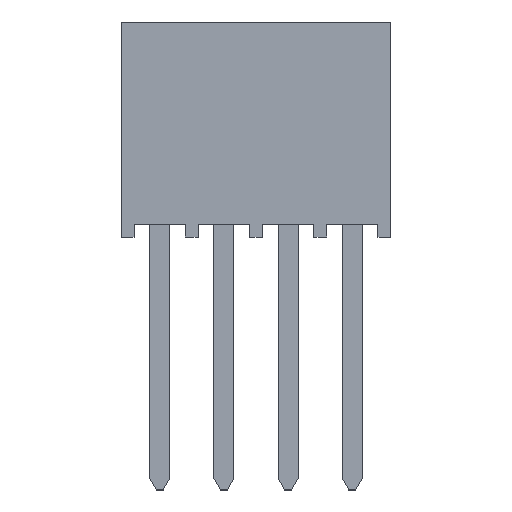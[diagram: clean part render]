
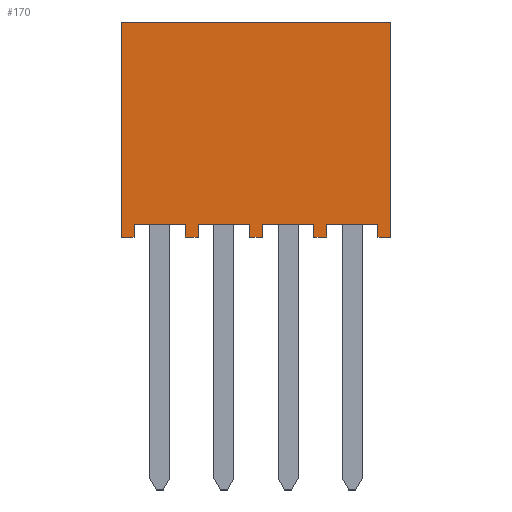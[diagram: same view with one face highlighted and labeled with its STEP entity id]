
A CAD part, top view. The second image highlights one B-rep face of the part: STEP entity #170.
In plain terms, the highlighted planar face has unit normal (0, 0, 1).
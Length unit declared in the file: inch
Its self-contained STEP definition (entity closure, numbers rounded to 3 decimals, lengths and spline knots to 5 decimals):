
#170 = ADVANCED_FACE( '', ( #367 ), #368, .F. );
#367 = FACE_OUTER_BOUND( '', #609, .T. );
#368 = PLANE( '', #610 );
#609 = EDGE_LOOP( '', ( #946, #947, #948, #949, #950, #951, #952, #953, #954, #955, #956, #957, #958, #959, #960, #961, #962, #963, #964, #965 ) );
#610 = AXIS2_PLACEMENT_3D( '', #966, #967, #968 );
#946 = ORIENTED_EDGE( '', *, *, #1562, .F. );
#947 = ORIENTED_EDGE( '', *, *, #1563, .T. );
#948 = ORIENTED_EDGE( '', *, *, #1481, .F. );
#949 = ORIENTED_EDGE( '', *, *, #1564, .F. );
#950 = ORIENTED_EDGE( '', *, *, #1565, .T. );
#951 = ORIENTED_EDGE( '', *, *, #1464, .T. );
#952 = ORIENTED_EDGE( '', *, *, #1566, .F. );
#953 = ORIENTED_EDGE( '', *, *, #1567, .F. );
#954 = ORIENTED_EDGE( '', *, *, #1568, .F. );
#955 = ORIENTED_EDGE( '', *, *, #1569, .T. );
#956 = ORIENTED_EDGE( '', *, *, #1570, .F. );
#957 = ORIENTED_EDGE( '', *, *, #1571, .F. );
#958 = ORIENTED_EDGE( '', *, *, #1572, .F. );
#959 = ORIENTED_EDGE( '', *, *, #1573, .T. );
#960 = ORIENTED_EDGE( '', *, *, #1574, .F. );
#961 = ORIENTED_EDGE( '', *, *, #1537, .F. );
#962 = ORIENTED_EDGE( '', *, *, #1470, .F. );
#963 = ORIENTED_EDGE( '', *, *, #1575, .T. );
#964 = ORIENTED_EDGE( '', *, *, #1576, .F. );
#965 = ORIENTED_EDGE( '', *, *, #1577, .F. );
#966 = CARTESIAN_POINT( '', ( -0.21, 0.335, 0.0475 ) );
#967 = DIRECTION( '', ( 0., 0., -1. ) );
#968 = DIRECTION( '', ( -1., 0., 0. ) );
#1464 = EDGE_CURVE( '', #1730, #1727, #1731, .T. );
#1470 = EDGE_CURVE( '', #1739, #1741, #1742, .T. );
#1481 = EDGE_CURVE( '', #1759, #1754, #1761, .T. );
#1537 = EDGE_CURVE( '', #1741, #1859, #1860, .T. );
#1562 = EDGE_CURVE( '', #1901, #1902, #1903, .T. );
#1563 = EDGE_CURVE( '', #1901, #1754, #1904, .T. );
#1564 = EDGE_CURVE( '', #1905, #1759, #1906, .T. );
#1565 = EDGE_CURVE( '', #1905, #1730, #1907, .T. );
#1566 = EDGE_CURVE( '', #1908, #1727, #1909, .T. );
#1567 = EDGE_CURVE( '', #1910, #1908, #1911, .T. );
#1568 = EDGE_CURVE( '', #1912, #1910, #1913, .T. );
#1569 = EDGE_CURVE( '', #1912, #1914, #1915, .T. );
#1570 = EDGE_CURVE( '', #1916, #1914, #1917, .T. );
#1571 = EDGE_CURVE( '', #1918, #1916, #1919, .T. );
#1572 = EDGE_CURVE( '', #1920, #1918, #1921, .T. );
#1573 = EDGE_CURVE( '', #1920, #1922, #1923, .T. );
#1574 = EDGE_CURVE( '', #1859, #1922, #1924, .T. );
#1575 = EDGE_CURVE( '', #1739, #1925, #1926, .T. );
#1576 = EDGE_CURVE( '', #1927, #1925, #1928, .T. );
#1577 = EDGE_CURVE( '', #1902, #1927, #1929, .T. );
#1727 = VERTEX_POINT( '', #2119 );
#1730 = VERTEX_POINT( '', #2123 );
#1731 = LINE( '', #2124, #2125 );
#1739 = VERTEX_POINT( '', #2136 );
#1741 = VERTEX_POINT( '', #2139 );
#1742 = LINE( '', #2140, #2141 );
#1754 = VERTEX_POINT( '', #2158 );
#1759 = VERTEX_POINT( '', #2165 );
#1761 = LINE( '', #2168, #2169 );
#1859 = VERTEX_POINT( '', #2314 );
#1860 = LINE( '', #2315, #2316 );
#1901 = VERTEX_POINT( '', #2376 );
#1902 = VERTEX_POINT( '', #2377 );
#1903 = LINE( '', #2378, #2379 );
#1904 = LINE( '', #2380, #2381 );
#1905 = VERTEX_POINT( '', #2382 );
#1906 = LINE( '', #2383, #2384 );
#1907 = LINE( '', #2385, #2386 );
#1908 = VERTEX_POINT( '', #2387 );
#1909 = LINE( '', #2388, #2389 );
#1910 = VERTEX_POINT( '', #2390 );
#1911 = LINE( '', #2391, #2392 );
#1912 = VERTEX_POINT( '', #2393 );
#1913 = LINE( '', #2394, #2395 );
#1914 = VERTEX_POINT( '', #2396 );
#1915 = LINE( '', #2397, #2398 );
#1916 = VERTEX_POINT( '', #2399 );
#1917 = LINE( '', #2400, #2401 );
#1918 = VERTEX_POINT( '', #2402 );
#1919 = LINE( '', #2403, #2404 );
#1920 = VERTEX_POINT( '', #2405 );
#1921 = LINE( '', #2406, #2407 );
#1922 = VERTEX_POINT( '', #2408 );
#1923 = LINE( '', #2409, #2410 );
#1924 = LINE( '', #2411, #2412 );
#1925 = VERTEX_POINT( '', #2413 );
#1926 = LINE( '', #2414, #2415 );
#1927 = VERTEX_POINT( '', #2416 );
#1928 = LINE( '', #2417, #2418 );
#1929 = LINE( '', #2419, #2420 );
#2119 = CARTESIAN_POINT( '', ( -0.19, 0., 0.0475 ) );
#2123 = CARTESIAN_POINT( '', ( -0.21, 0., 0.0475 ) );
#2124 = CARTESIAN_POINT( '', ( -0.21, 0., 0.0475 ) );
#2125 = VECTOR( '', #2703, 39.37008 );
#2136 = CARTESIAN_POINT( '', ( 0.09, 0., 0.0475 ) );
#2139 = CARTESIAN_POINT( '', ( 0.09, 0.02, 0.0475 ) );
#2140 = CARTESIAN_POINT( '', ( 0.09, 0.335, 0.0475 ) );
#2141 = VECTOR( '', #2708, 39.37008 );
#2158 = CARTESIAN_POINT( '', ( 0.21, 0., 0.0475 ) );
#2165 = CARTESIAN_POINT( '', ( 0.21, 0.335, 0.0475 ) );
#2168 = CARTESIAN_POINT( '', ( 0.21, 0.335, 0.0475 ) );
#2169 = VECTOR( '', #2717, 39.37008 );
#2314 = CARTESIAN_POINT( '', ( 0.01, 0.02, 0.0475 ) );
#2315 = CARTESIAN_POINT( '', ( -0.21, 0.02, 0.0475 ) );
#2316 = VECTOR( '', #2765, 39.37008 );
#2376 = CARTESIAN_POINT( '', ( 0.19, 0., 0.0475 ) );
#2377 = CARTESIAN_POINT( '', ( 0.19, 0.02, 0.0475 ) );
#2378 = CARTESIAN_POINT( '', ( 0.19, 0.335, 0.0475 ) );
#2379 = VECTOR( '', #2785, 39.37008 );
#2380 = CARTESIAN_POINT( '', ( -0.21, 0., 0.0475 ) );
#2381 = VECTOR( '', #2786, 39.37008 );
#2382 = CARTESIAN_POINT( '', ( -0.21, 0.335, 0.0475 ) );
#2383 = CARTESIAN_POINT( '', ( -0.21, 0.335, 0.0475 ) );
#2384 = VECTOR( '', #2787, 39.37008 );
#2385 = CARTESIAN_POINT( '', ( -0.21, 0.335, 0.0475 ) );
#2386 = VECTOR( '', #2788, 39.37008 );
#2387 = CARTESIAN_POINT( '', ( -0.19, 0.02, 0.0475 ) );
#2388 = CARTESIAN_POINT( '', ( -0.19, 0.335, 0.0475 ) );
#2389 = VECTOR( '', #2789, 39.37008 );
#2390 = CARTESIAN_POINT( '', ( -0.11, 0.02, 0.0475 ) );
#2391 = CARTESIAN_POINT( '', ( -0.21, 0.02, 0.0475 ) );
#2392 = VECTOR( '', #2790, 39.37008 );
#2393 = CARTESIAN_POINT( '', ( -0.11, 0., 0.0475 ) );
#2394 = CARTESIAN_POINT( '', ( -0.11, 0.335, 0.0475 ) );
#2395 = VECTOR( '', #2791, 39.37008 );
#2396 = CARTESIAN_POINT( '', ( -0.09, 0., 0.0475 ) );
#2397 = CARTESIAN_POINT( '', ( -0.21, 0., 0.0475 ) );
#2398 = VECTOR( '', #2792, 39.37008 );
#2399 = CARTESIAN_POINT( '', ( -0.09, 0.02, 0.0475 ) );
#2400 = CARTESIAN_POINT( '', ( -0.09, 0.335, 0.0475 ) );
#2401 = VECTOR( '', #2793, 39.37008 );
#2402 = CARTESIAN_POINT( '', ( -0.01, 0.02, 0.0475 ) );
#2403 = CARTESIAN_POINT( '', ( -0.21, 0.02, 0.0475 ) );
#2404 = VECTOR( '', #2794, 39.37008 );
#2405 = CARTESIAN_POINT( '', ( -0.01, 0., 0.0475 ) );
#2406 = CARTESIAN_POINT( '', ( -0.01, 0.335, 0.0475 ) );
#2407 = VECTOR( '', #2795, 39.37008 );
#2408 = CARTESIAN_POINT( '', ( 0.01, 0., 0.0475 ) );
#2409 = CARTESIAN_POINT( '', ( -0.21, 0., 0.0475 ) );
#2410 = VECTOR( '', #2796, 39.37008 );
#2411 = CARTESIAN_POINT( '', ( 0.01, 0.335, 0.0475 ) );
#2412 = VECTOR( '', #2797, 39.37008 );
#2413 = CARTESIAN_POINT( '', ( 0.11, 0., 0.0475 ) );
#2414 = CARTESIAN_POINT( '', ( -0.21, 0., 0.0475 ) );
#2415 = VECTOR( '', #2798, 39.37008 );
#2416 = CARTESIAN_POINT( '', ( 0.11, 0.02, 0.0475 ) );
#2417 = CARTESIAN_POINT( '', ( 0.11, 0.335, 0.0475 ) );
#2418 = VECTOR( '', #2799, 39.37008 );
#2419 = CARTESIAN_POINT( '', ( -0.21, 0.02, 0.0475 ) );
#2420 = VECTOR( '', #2800, 39.37008 );
#2703 = DIRECTION( '', ( 1., 0., 0. ) );
#2708 = DIRECTION( '', ( 0., 1., 0. ) );
#2717 = DIRECTION( '', ( 0., -1., 0. ) );
#2765 = DIRECTION( '', ( -1., 0., 0. ) );
#2785 = DIRECTION( '', ( 0., 1., 0. ) );
#2786 = DIRECTION( '', ( 1., 0., 0. ) );
#2787 = DIRECTION( '', ( 1., 0., 0. ) );
#2788 = DIRECTION( '', ( 0., -1., 0. ) );
#2789 = DIRECTION( '', ( 0., -1., 0. ) );
#2790 = DIRECTION( '', ( -1., 0., 0. ) );
#2791 = DIRECTION( '', ( 0., 1., 0. ) );
#2792 = DIRECTION( '', ( 1., 0., 0. ) );
#2793 = DIRECTION( '', ( 0., -1., 0. ) );
#2794 = DIRECTION( '', ( -1., 0., 0. ) );
#2795 = DIRECTION( '', ( 0., 1., 0. ) );
#2796 = DIRECTION( '', ( 1., 0., 0. ) );
#2797 = DIRECTION( '', ( 0., -1., 0. ) );
#2798 = DIRECTION( '', ( 1., 0., 0. ) );
#2799 = DIRECTION( '', ( 0., -1., 0. ) );
#2800 = DIRECTION( '', ( -1., 0., 0. ) );
